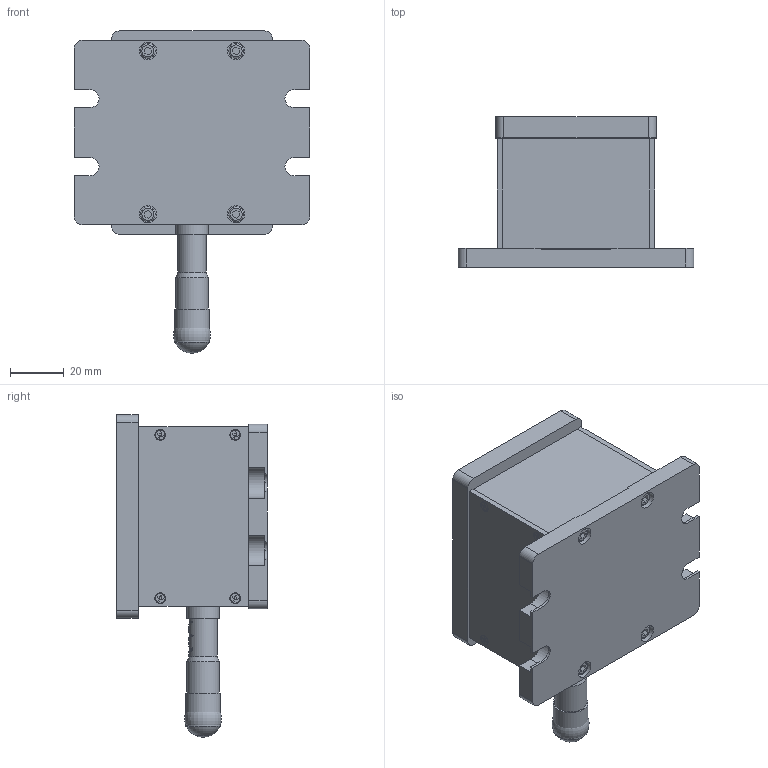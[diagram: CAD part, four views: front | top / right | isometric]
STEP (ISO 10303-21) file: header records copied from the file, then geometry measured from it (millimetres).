
FILE_DESCRIPTION (( 'STEP AP203' ), '1' );
FILE_NAME ('06VTS-1.STEP', '2024-01-11T01:39:02', ( '' ), ( '' ), 'SwSTEP 2.0', 'SolidWorks 2022', '' );
FILE_SCHEMA (( 'CONFIG_CONTROL_DESIGN' ));
Length unit declared in the file: millimetre
Products named in the file (1): 06VTS-1
Bounding box: 88 x 56.25 x 120.38 mm (x, y, z)
Surface area: 39703.4 mm2 (no closed solid volume)
Topology: 0 solids, 27 shells, 342 faces, 1169 edges, 847 vertices
Faces by surface type: plane 236, cylinder 56, cone 37, torus 9, bspline 4
Full cylindrical faces by diameter (mm): 3.454 x4, 3.6 x8, 5.105 x9, 5.2 x1, 6.5 x4, 8 x4, 10.5 x1, 12 x2, 13 x1
Entity records: 12939 total; most frequent: CARTESIAN_POINT 2817, DIRECTION 2042, ORIENTED_EDGE 1793, EDGE_CURVE 1113, VERTEX_POINT 844, LINE 796, VECTOR 796, AXIS2_PLACEMENT_3D 623
